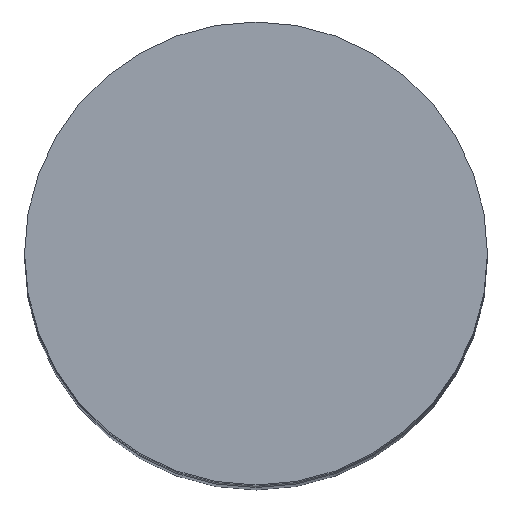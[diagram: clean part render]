
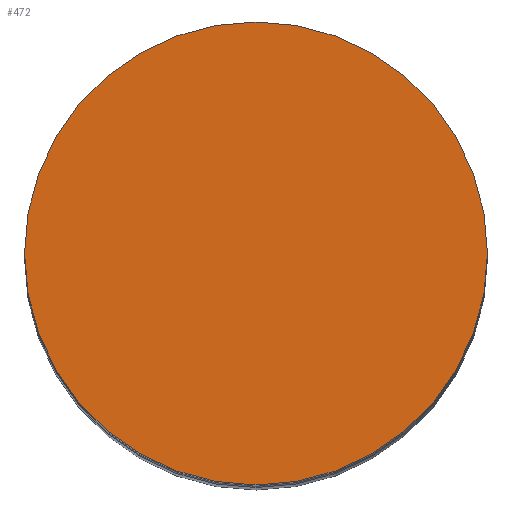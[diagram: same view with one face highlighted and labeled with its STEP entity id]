
A CAD part, top view. The second image highlights one B-rep face of the part: STEP entity #472.
In plain terms, the highlighted planar face has unit normal (0, 0, 1).
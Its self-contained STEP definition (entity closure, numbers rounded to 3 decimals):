
#161=CARTESIAN_POINT('',(0.,0.,50.));
#162=DIRECTION('',(0.,0.,1.));
#163=DIRECTION('',(1.,0.,0.));
#164=AXIS2_PLACEMENT_3D('',#161,#162,#163);
#166=CARTESIAN_POINT('',(0.,0.,50.));
#167=DIRECTION('',(0.,0.,1.));
#168=DIRECTION('',(-1.,0.,0.));
#169=AXIS2_PLACEMENT_3D('',#166,#167,#168);
#207=CARTESIAN_POINT('',(4.,0.,50.));
#208=CARTESIAN_POINT('',(-4.,0.,50.));
#209=VERTEX_POINT('',#207);
#210=VERTEX_POINT('',#208);
#463=CARTESIAN_POINT('',(0.,0.,50.));
#464=DIRECTION('',(0.,0.,1.));
#465=DIRECTION('',(1.,0.,0.));
#466=AXIS2_PLACEMENT_3D('',#463,#464,#465);
#467=PLANE('',#466);
#468=ORIENTED_EDGE('',*,*,#419,.F.);
#469=ORIENTED_EDGE('',*,*,#445,.F.);
#470=EDGE_LOOP('',(#468,#469));
#471=FACE_OUTER_BOUND('',#470,.F.);
#472=ADVANCED_FACE('',(#471),#467,.T.);
#165=CIRCLE('',#164,4.);
#170=CIRCLE('',#169,4.);
#419=EDGE_CURVE('',#209,#210,#165,.T.);
#445=EDGE_CURVE('',#210,#209,#170,.T.);
